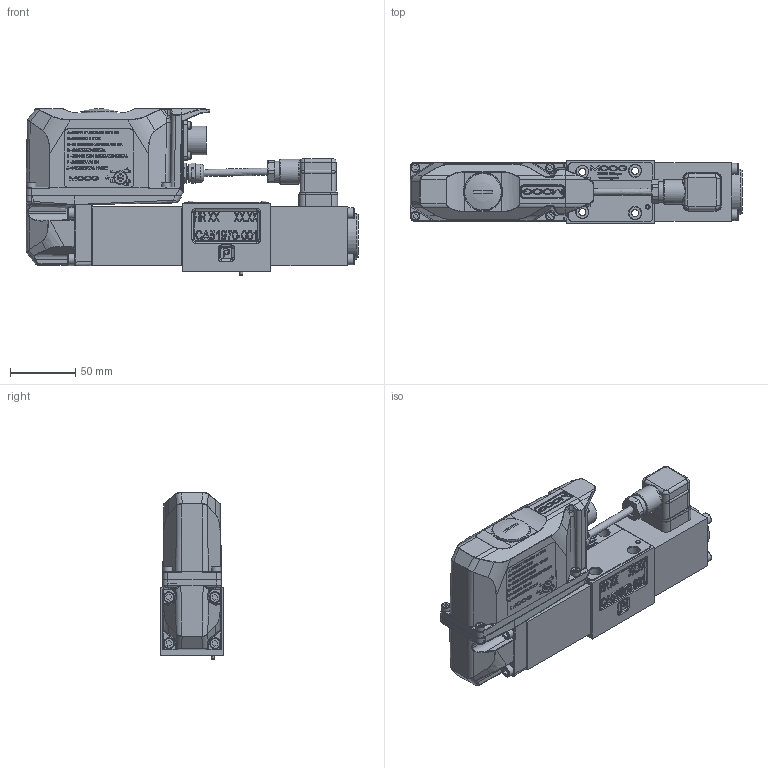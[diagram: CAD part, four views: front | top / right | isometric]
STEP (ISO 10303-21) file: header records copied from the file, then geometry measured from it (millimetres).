
FILE_DESCRIPTION(/* description */ (''),/* implementation_level */ '2;1');
FILE_NAME(/* name */ 'D926 - Installation Model.stp',/* time_stamp */ '2021-10-21T08:14:52+02:00',/* author */ (''),/* organization */ (''),/* preprocessor_version */ 'ST-DEVELOPER v18.1',/* originating_system */ 'SIEMENS PLM Software NX 1957',/* authorisation */ '');
FILE_SCHEMA (('AUTOMOTIVE_DESIGN { 1 0 10303 214 3 1 1 1 }'));
Products named in the file (1): CD17636-001_A-PROPORTIONALMAGNETVENTIL _manifestation_ CD17636-001-A-
PARA1_
Bounding box: 254.71 x 48.5 x 128 mm (x, y, z)
Volume: 904163.8 mm3; surface area: 105905.3 mm2
Topology: 1 solids, 1 shells, 3673 faces, 9508 edges, 6187 vertices
Faces by surface type: plane 2009, extrusion 661, bspline 596, cylinder 343, torus 32, cone 27, sphere 5
Full cylindrical faces by diameter (mm): 1 x7, 1.6 x7, 4.2 x4, 5 x8, 5.4 x4, 5.5 x4, 7 x4, 8.5 x8, 9.5 x4, 10 x5, 11 x1, 12.4 x4, 13.8 x2, 16 x1, 19 x1, 22.019 x1, 28 x1, 35 x1
Entity records: 145230 total; most frequent: CARTESIAN_POINT 55200, ORIENTED_EDGE 18660, DIRECTION 11051, EDGE_CURVE 9330, VERTEX_POINT 6144, B_SPLINE_CURVE_WITH_KNOTS 5339, VECTOR 4353, EDGE_LOOP 4180
